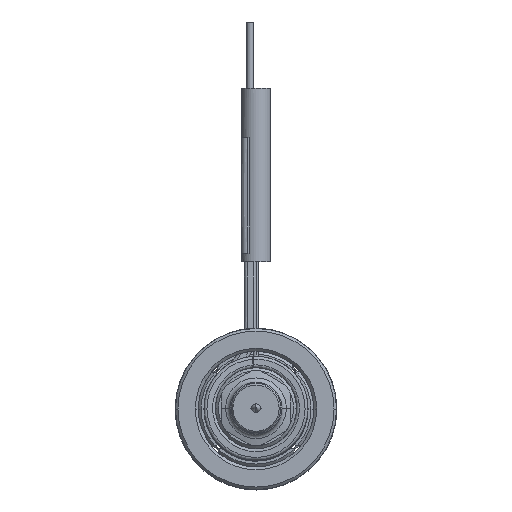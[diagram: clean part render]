
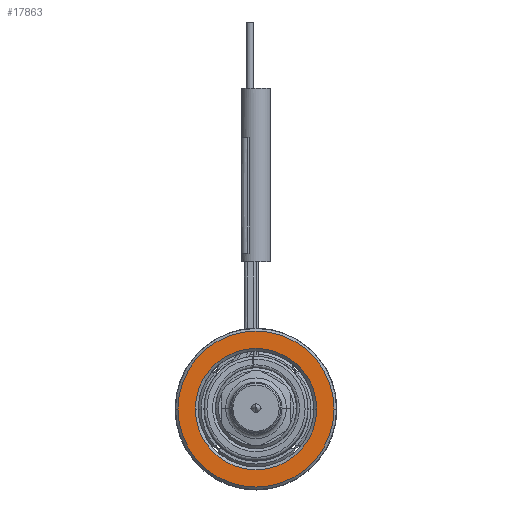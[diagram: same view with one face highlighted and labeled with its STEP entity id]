
A CAD part, top view. The second image highlights one B-rep face of the part: STEP entity #17863.
In plain terms, the highlighted planar face has unit normal (0, 0, 1).
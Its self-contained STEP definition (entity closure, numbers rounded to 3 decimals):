
#6116=CARTESIAN_POINT('',(0.,0.,22.));
#6117=DIRECTION('',(0.,0.,-1.));
#6118=DIRECTION('',(-1.,0.,0.));
#6119=AXIS2_PLACEMENT_3D('',#6116,#6117,#6118);
#6130=CARTESIAN_POINT('',(0.,0.,
22.));
#6131=DIRECTION('',(0.,0.,-1.));
#6132=DIRECTION('',(1.,0.,0.));
#6133=AXIS2_PLACEMENT_3D('',#6130,#6131,#6132);
#6144=CARTESIAN_POINT('',(0.,0.,
22.));
#6145=DIRECTION('',(0.,0.,-1.));
#6146=DIRECTION('',(1.,0.,0.));
#6147=AXIS2_PLACEMENT_3D('',#6144,#6145,#6146);
#6158=CARTESIAN_POINT('',(0.,0.,
22.));
#6159=DIRECTION('',(0.,0.,-1.));
#6160=DIRECTION('',(-1.,0.,0.));
#6161=AXIS2_PLACEMENT_3D('',#6158,#6159,#6160);
#7477=CARTESIAN_POINT('',(13.5,0.,22.));
#7478=CARTESIAN_POINT('',(-13.5,0.,22.));
#7479=VERTEX_POINT('',#7477);
#7480=VERTEX_POINT('',#7478);
#7481=CARTESIAN_POINT('',(10.5,0.,22.));
#7482=CARTESIAN_POINT('',(-10.5,0.,22.));
#7483=VERTEX_POINT('',#7481);
#7484=VERTEX_POINT('',#7482);
#17848=CARTESIAN_POINT('',(0.,0.,22.));
#17849=DIRECTION('',(0.,0.,1.));
#17850=DIRECTION('',(-1.,0.,0.));
#17851=AXIS2_PLACEMENT_3D('',#17848,#17849,#17850);
#17852=PLANE('',#17851);
#17853=ORIENTED_EDGE('',*,*,#17830,.T.);
#17854=ORIENTED_EDGE('',*,*,#17815,.T.);
#17855=EDGE_LOOP('',(#17853,#17854));
#17856=FACE_OUTER_BOUND('',#17855,.F.);
#17858=ORIENTED_EDGE('',*,*,#17857,.F.);
#17860=ORIENTED_EDGE('',*,*,#17859,.F.);
#17861=EDGE_LOOP('',(#17858,#17860));
#17862=FACE_BOUND('',#17861,.F.);
#6120=CIRCLE('',#6119,13.5);
#6134=CIRCLE('',#6133,13.5);
#6148=CIRCLE('',#6147,10.5);
#6162=CIRCLE('',#6161,10.5);
#17815=EDGE_CURVE('',#7480,#7479,#6120,.T.);
#17830=EDGE_CURVE('',#7479,#7480,#6134,.T.);
#17857=EDGE_CURVE('',#7483,#7484,#6148,.T.);
#17859=EDGE_CURVE('',#7484,#7483,#6162,.T.);
#17863=ADVANCED_FACE('',(#17856,#17862),#17852,.T.);
